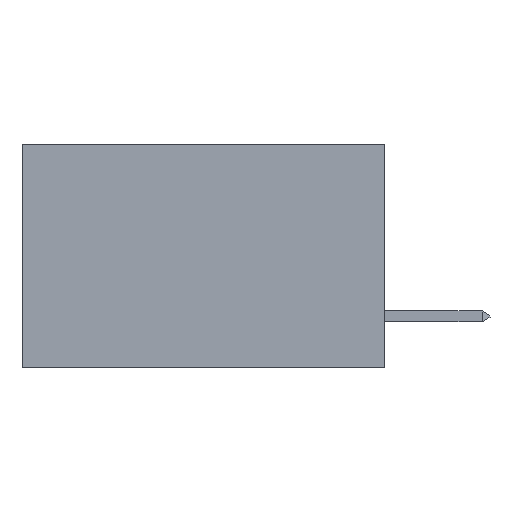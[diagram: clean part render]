
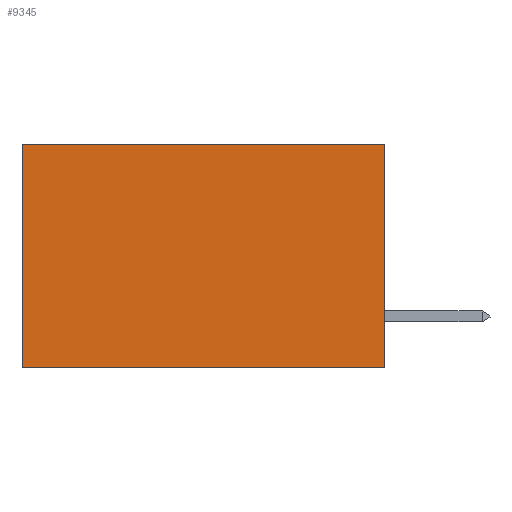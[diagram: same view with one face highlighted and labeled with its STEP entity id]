
A CAD part, left-side view. The second image highlights one B-rep face of the part: STEP entity #9345.
In plain terms, the highlighted planar face has unit normal (-1, 0, 0).
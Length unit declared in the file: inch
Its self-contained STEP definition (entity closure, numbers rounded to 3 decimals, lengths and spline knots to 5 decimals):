
#130 = ORIENTED_EDGE ( 'NONE', *, *, #915, .T. ) ;
#915 = EDGE_CURVE ( 'NONE', #14288, #2485, #4963, .T. ) ;
#1901 = LINE ( 'NONE', #19169, #5762 ) ;
#2485 = VERTEX_POINT ( 'NONE', #9854 ) ;
#4662 = CARTESIAN_POINT ( 'NONE',  ( 0.2875, 0., -0.37 ) ) ;
#4733 = DIRECTION ( 'NONE',  ( 0., 1., 0. ) ) ;
#4928 = PLANE ( 'NONE',  #6630 ) ;
#4963 = LINE ( 'NONE', #16063, #13535 ) ;
#5762 = VECTOR ( 'NONE', #11230, 39.37008 ) ;
#5924 = ORIENTED_EDGE ( 'NONE', *, *, #16880, .T. ) ;
#6551 = DIRECTION ( 'NONE',  ( 1., 0., 0. ) ) ;
#6630 = AXIS2_PLACEMENT_3D ( 'NONE', #9743, #6551, #17803 ) ;
#8596 = DIRECTION ( 'NONE',  ( 0., 0., -1. ) ) ;
#9222 = ORIENTED_EDGE ( 'NONE', *, *, #15292, .F. ) ;
#9345 = ADVANCED_FACE ( 'NONE', ( #12402 ), #4928, .F. ) ;
#9743 = CARTESIAN_POINT ( 'NONE',  ( 0.2875, 0., 0. ) ) ;
#9854 = CARTESIAN_POINT ( 'NONE',  ( 0.2875, 0.6, -0.37 ) ) ;
#10700 = EDGE_LOOP ( 'NONE', ( #130, #9222, #20107, #5924 ) ) ;
#11230 = DIRECTION ( 'NONE',  ( 0., 1., 0. ) ) ;
#11909 = LINE ( 'NONE', #4662, #15681 ) ;
#12311 = LINE ( 'NONE', #13369, #20235 ) ;
#12402 = FACE_OUTER_BOUND ( 'NONE', #10700, .T. ) ;
#12799 = VERTEX_POINT ( 'NONE', #13483 ) ;
#13369 = CARTESIAN_POINT ( 'NONE',  ( 0.2875, 0., 0. ) ) ;
#13483 = CARTESIAN_POINT ( 'NONE',  ( 0.2875, 0., 0. ) ) ;
#13535 = VECTOR ( 'NONE', #15034, 39.37008 ) ;
#14288 = VERTEX_POINT ( 'NONE', #14780 ) ;
#14780 = CARTESIAN_POINT ( 'NONE',  ( 0.2875, 0.6, 0. ) ) ;
#15010 = CARTESIAN_POINT ( 'NONE',  ( 0.2875, 0., -0.37 ) ) ;
#15034 = DIRECTION ( 'NONE',  ( 0., 0., -1. ) ) ;
#15292 = EDGE_CURVE ( 'NONE', #20913, #2485, #11909, .T. ) ;
#15681 = VECTOR ( 'NONE', #4733, 39.37008 ) ;
#16063 = CARTESIAN_POINT ( 'NONE',  ( 0.2875, 0.6, 0. ) ) ;
#16880 = EDGE_CURVE ( 'NONE', #12799, #14288, #1901, .T. ) ;
#17699 = EDGE_CURVE ( 'NONE', #12799, #20913, #12311, .T. ) ;
#17803 = DIRECTION ( 'NONE',  ( 0., 0., -1. ) ) ;
#19169 = CARTESIAN_POINT ( 'NONE',  ( 0.2875, 0., 0. ) ) ;
#20107 = ORIENTED_EDGE ( 'NONE', *, *, #17699, .F. ) ;
#20235 = VECTOR ( 'NONE', #8596, 39.37008 ) ;
#20913 = VERTEX_POINT ( 'NONE', #15010 ) ;
